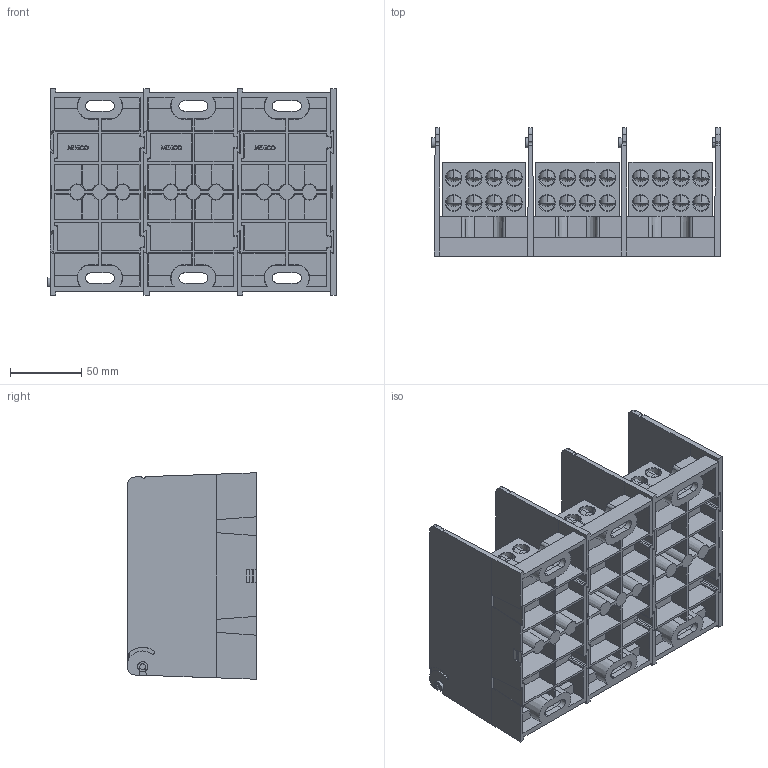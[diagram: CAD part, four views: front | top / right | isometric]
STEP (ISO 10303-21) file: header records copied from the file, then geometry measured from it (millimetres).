
FILE_DESCRIPTION (( 'STEP AP214' ), '1' );
FILE_NAME ('702000-3.STEP', '2024-08-14T14:18:14', ( '' ), ( '' ), 'SwSTEP 2.0', 'SolidWorks 2021', '' );
FILE_SCHEMA (( 'AUTOMOTIVE_DESIGN' ));
Length unit declared in the file: inch
Products named in the file (8): F09928_DEFAULT; F09002; 330555; 702000-3; F08987; 410033; C06935P; C06935
Assembly tree (24 placements, depth 3):
  702000-3
    C06935P  x3
      C06935
      F08987
      F09002
    410033  x3
    F09928_DEFAULT  x6
    330555
Bounding box: 202.31 x 90.17 x 144.78 mm (x, y, z)
Volume: 820541.3 mm3; surface area: 412612.1 mm2
Topology: 43 solids, 43 shells, 2887 faces, 7093 edges, 4490 vertices
Faces by surface type: plane 1141, cylinder 825, cone 762, torus 84, bspline 63, sphere 12
Entity records: 26821 total; most frequent: CARTESIAN_POINT 9038, ORIENTED_EDGE 3642, DIRECTION 3279, EDGE_CURVE 1821, VERTEX_POINT 1167, AXIS2_PLACEMENT_3D 1095, LINE 1089, VECTOR 1089
